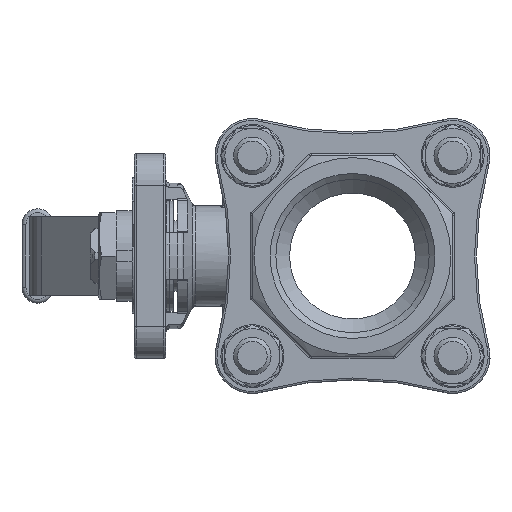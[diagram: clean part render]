
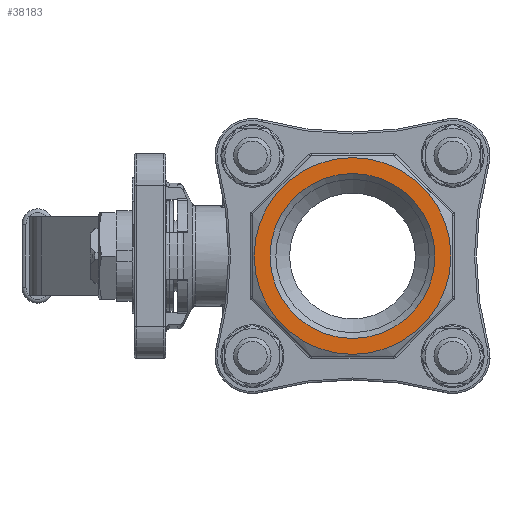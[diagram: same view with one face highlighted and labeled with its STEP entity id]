
A CAD part, left-side view. The second image highlights one B-rep face of the part: STEP entity #38183.
In plain terms, the highlighted planar face has unit normal (-1, 0, 0).
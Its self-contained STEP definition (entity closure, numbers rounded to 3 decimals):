
#868 = ORIENTED_EDGE ( 'NONE', *, *, #13004, .T. ) ;
#3985 = CIRCLE ( 'NONE', #38629, 20.955 ) ;
#4226 = AXIS2_PLACEMENT_3D ( 'NONE', #10858, #32831, #25080 ) ;
#7891 = VERTEX_POINT ( 'NONE', #8114 ) ;
#8114 = CARTESIAN_POINT ( 'NONE',  ( -55., -20.955, 0. ) ) ;
#10858 = CARTESIAN_POINT ( 'NONE',  ( -55., 0., 0. ) ) ;
#11129 = EDGE_LOOP ( 'NONE', ( #868 ) ) ;
#12437 = CARTESIAN_POINT ( 'NONE',  ( -55., 0., 25. ) ) ;
#13004 = EDGE_CURVE ( 'NONE', #44995, #44995, #38176, .T. ) ;
#13308 = DIRECTION ( 'NONE',  ( -1., 0., 0. ) ) ;
#14182 = CARTESIAN_POINT ( 'NONE',  ( -55., 0., 0. ) ) ;
#14817 = EDGE_CURVE ( 'NONE', #7891, #7891, #3985, .T. ) ;
#18305 = DIRECTION ( 'NONE',  ( 0., 0., 1. ) ) ;
#18599 = PLANE ( 'NONE',  #4226 ) ;
#22193 = FACE_BOUND ( 'NONE', #36663, .T. ) ;
#24294 = AXIS2_PLACEMENT_3D ( 'NONE', #14182, #36131, #18305 ) ;
#25080 = DIRECTION ( 'NONE',  ( 0., 0., 1. ) ) ;
#31675 = CARTESIAN_POINT ( 'NONE',  ( -55., 0., 0. ) ) ;
#32831 = DIRECTION ( 'NONE',  ( 1., 0., 0. ) ) ;
#36131 = DIRECTION ( 'NONE',  ( -1., 0., 0. ) ) ;
#36663 = EDGE_LOOP ( 'NONE', ( #45140 ) ) ;
#38176 = CIRCLE ( 'NONE', #24294, 25. ) ;
#38183 = ADVANCED_FACE ( 'NONE', ( #22193, #43896 ), #18599, .F. ) ;
#38629 = AXIS2_PLACEMENT_3D ( 'NONE', #31675, #13308, #39336 ) ;
#39336 = DIRECTION ( 'NONE',  ( 0., -1., 0. ) ) ;
#43896 = FACE_OUTER_BOUND ( 'NONE', #11129, .T. ) ;
#44995 = VERTEX_POINT ( 'NONE', #12437 ) ;
#45140 = ORIENTED_EDGE ( 'NONE', *, *, #14817, .F. ) ;
